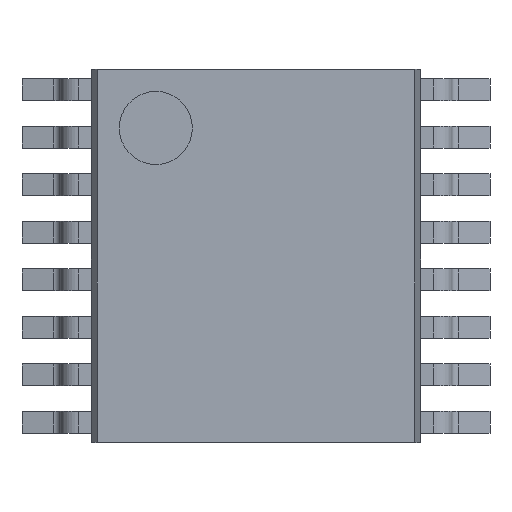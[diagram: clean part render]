
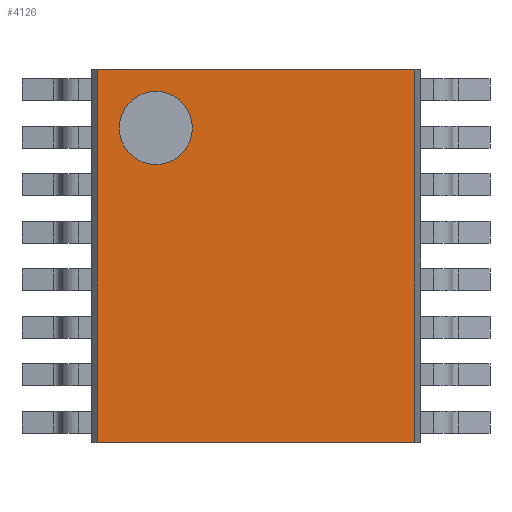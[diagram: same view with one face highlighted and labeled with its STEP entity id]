
A CAD part, top view. The second image highlights one B-rep face of the part: STEP entity #4126.
In plain terms, the highlighted planar face has unit normal (0, 0, 1).
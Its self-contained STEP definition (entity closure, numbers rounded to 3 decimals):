
#36=FACE_BOUND($,#487,.T.);
#38=CIRCLE($,#4405,0.5);
#243=FACE_OUTER_BOUND($,#486,.T.);
#486=EDGE_LOOP($,(#2757,#2758,#2759,#2760));
#487=EDGE_LOOP($,(#2761));
#719=LINE($,#6002,#1203);
#724=LINE($,#6012,#1208);
#731=LINE($,#6025,#1215);
#737=LINE($,#6036,#1221);
#1203=VECTOR($,#4771,5.1);
#1208=VECTOR($,#4778,4.341);
#1215=VECTOR($,#4787,5.1);
#1221=VECTOR($,#4795,4.341);
#1687=VERTEX_POINT($,#5999);
#1688=VERTEX_POINT($,#6001);
#1692=VERTEX_POINT($,#6011);
#1696=VERTEX_POINT($,#6021);
#1703=VERTEX_POINT($,#6049);
#2097=EDGE_CURVE($,#1688,#1687,#719,.T.);
#2102=EDGE_CURVE($,#1688,#1692,#724,.T.);
#2109=EDGE_CURVE($,#1692,#1696,#731,.F.);
#2115=EDGE_CURVE($,#1687,#1696,#737,.T.);
#2121=EDGE_CURVE($,#1703,#1703,#38,.T.);
#2757=ORIENTED_EDGE($,*,*,#2115,.T.);
#2758=ORIENTED_EDGE($,*,*,#2109,.F.);
#2759=ORIENTED_EDGE($,*,*,#2102,.F.);
#2760=ORIENTED_EDGE($,*,*,#2097,.T.);
#2761=ORIENTED_EDGE($,*,*,#2121,.T.);
#3948=PLANE($,#4407);
#4126=ADVANCED_FACE($,(#243,#36),#3948,.T.);
#4405=AXIS2_PLACEMENT_3D($,#6050,#4814,#4815);
#4407=AXIS2_PLACEMENT_3D($,#6052,#4818,#4819);
#4771=DIRECTION($,(0.,1.,0.));
#4778=DIRECTION($,(-1.,0.,0.));
#4787=DIRECTION($,(0.,-1.,0.));
#4795=DIRECTION($,(-1.,0.,0.));
#4814=DIRECTION('center_axis',(0.,0.,
-1.));
#4815=DIRECTION('ref_axis',(1.,0.,0.));
#4818=DIRECTION('center_axis',(0.,0.,
1.));
#4819=DIRECTION('ref_axis',(0.,-1.,0.));
#5999=CARTESIAN_POINT('',(2.171,2.55,1.1));
#6001=CARTESIAN_POINT('',(2.171,-2.55,1.1));
#6002=CARTESIAN_POINT($,(2.171,-5.35,1.1));
#6011=CARTESIAN_POINT('',(-2.171,-2.55,1.1));
#6012=CARTESIAN_POINT($,(2.171,-2.55,1.1));
#6021=CARTESIAN_POINT('',(-2.171,2.55,1.1));
#6025=CARTESIAN_POINT($,(-2.171,-5.35,1.1));
#6036=CARTESIAN_POINT($,(2.171,2.55,1.1));
#6049=CARTESIAN_POINT('',(-0.871,1.75,1.1));
#6050=CARTESIAN_POINT('Origin',(-1.371,1.75,1.1));
#6052=CARTESIAN_POINT('Origin',(2.171,-5.35,1.1));
